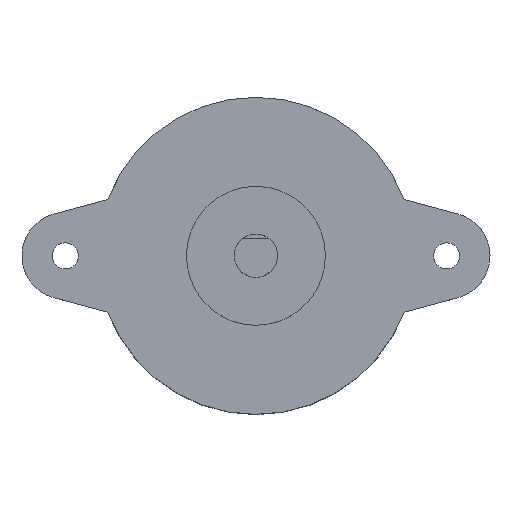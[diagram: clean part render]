
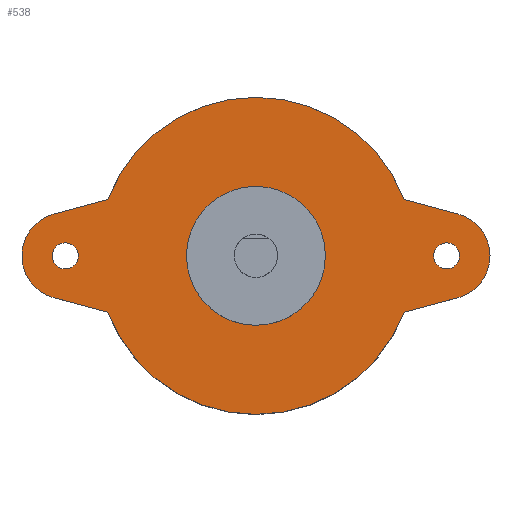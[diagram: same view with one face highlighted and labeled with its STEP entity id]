
A CAD part, top view. The second image highlights one B-rep face of the part: STEP entity #538.
In plain terms, the highlighted planar face has unit normal (0, 0, 1).
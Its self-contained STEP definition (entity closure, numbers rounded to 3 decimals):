
#1 = CIRCLE ( 'NONE', #464, 8. ) ;
#10 = ORIENTED_EDGE ( 'NONE', *, *, #252, .T. ) ;
#13 = CARTESIAN_POINT ( 'NONE',  ( 8., 0., 0. ) ) ;
#19 = ORIENTED_EDGE ( 'NONE', *, *, #123, .F. ) ;
#20 = AXIS2_PLACEMENT_3D ( 'NONE', #642, #203, #200 ) ;
#43 = AXIS2_PLACEMENT_3D ( 'NONE', #519, #69, #454 ) ;
#54 = DIRECTION ( 'NONE',  ( 0., 0., 1. ) ) ;
#55 = ORIENTED_EDGE ( 'NONE', *, *, #731, .T. ) ;
#62 = DIRECTION ( 'NONE',  ( 0., 0., 1. ) ) ;
#68 = CARTESIAN_POINT ( 'NONE',  ( 26.95, 0., 0. ) ) ;
#69 = DIRECTION ( 'NONE',  ( 0., 0., 1. ) ) ;
#72 = CIRCLE ( 'NONE', #181, 5. ) ;
#82 = CARTESIAN_POINT ( 'NONE',  ( 21.95, 0., 0. ) ) ;
#106 = VERTEX_POINT ( 'NONE', #544 ) ;
#110 = ORIENTED_EDGE ( 'NONE', *, *, #297, .F. ) ;
#119 = CARTESIAN_POINT ( 'NONE',  ( 23.244, -4.83, 0. ) ) ;
#123 = EDGE_CURVE ( 'NONE', #636, #296, #1, .T. ) ;
#129 = LINE ( 'NONE', #579, #635 ) ;
#135 = EDGE_CURVE ( 'NONE', #174, #106, #580, .T. ) ;
#142 = CIRCLE ( 'NONE', #235, 5. ) ;
#148 = ORIENTED_EDGE ( 'NONE', *, *, #651, .T. ) ;
#151 = AXIS2_PLACEMENT_3D ( 'NONE', #634, #190, #257 ) ;
#165 = AXIS2_PLACEMENT_3D ( 'NONE', #810, #54, #815 ) ;
#173 = CARTESIAN_POINT ( 'NONE',  ( 17.058, -6.487, 0. ) ) ;
#174 = VERTEX_POINT ( 'NONE', #312 ) ;
#181 = AXIS2_PLACEMENT_3D ( 'NONE', #643, #344, #696 ) ;
#182 = ORIENTED_EDGE ( 'NONE', *, *, #338, .T. ) ;
#190 = DIRECTION ( 'NONE',  ( 0., 0., 1. ) ) ;
#193 = CARTESIAN_POINT ( 'NONE',  ( 0., 0., 0. ) ) ;
#199 = ORIENTED_EDGE ( 'NONE', *, *, #135, .F. ) ;
#200 = DIRECTION ( 'NONE',  ( 1., 0., 0. ) ) ;
#201 = DIRECTION ( 'NONE',  ( 1., 0., 0. ) ) ;
#203 = DIRECTION ( 'NONE',  ( 0., 0., 1. ) ) ;
#209 = CIRCLE ( 'NONE', #220, 5. ) ;
#220 = AXIS2_PLACEMENT_3D ( 'NONE', #595, #783, #718 ) ;
#223 = EDGE_CURVE ( 'NONE', #548, #230, #541, .T. ) ;
#230 = VERTEX_POINT ( 'NONE', #173 ) ;
#232 = DIRECTION ( 'NONE',  ( 0., 0., 1. ) ) ;
#235 = AXIS2_PLACEMENT_3D ( 'NONE', #629, #627, #314 ) ;
#238 = FACE_BOUND ( 'NONE', #820, .T. ) ;
#240 = VERTEX_POINT ( 'NONE', #684 ) ;
#250 = CIRCLE ( 'NONE', #424, 1.5 ) ;
#252 = EDGE_CURVE ( 'NONE', #521, #240, #72, .T. ) ;
#253 = CARTESIAN_POINT ( 'NONE',  ( -17.058, -6.487, 0. ) ) ;
#257 = DIRECTION ( 'NONE',  ( 1., 0., 0. ) ) ;
#263 = AXIS2_PLACEMENT_3D ( 'NONE', #82, #398, #524 ) ;
#272 = EDGE_CURVE ( 'NONE', #296, #636, #605, .T. ) ;
#291 = VECTOR ( 'NONE', #330, 1000. ) ;
#296 = VERTEX_POINT ( 'NONE', #13 ) ;
#297 = EDGE_CURVE ( 'NONE', #620, #438, #502, .T. ) ;
#300 = CARTESIAN_POINT ( 'NONE',  ( 0., 0., 0. ) ) ;
#312 = CARTESIAN_POINT ( 'NONE',  ( -23.45, 0., 0. ) ) ;
#314 = DIRECTION ( 'NONE',  ( 1., 0., 0. ) ) ;
#316 = VERTEX_POINT ( 'NONE', #650 ) ;
#317 = FACE_BOUND ( 'NONE', #395, .T. ) ;
#330 = DIRECTION ( 'NONE',  ( 0.966, 0.259, 0. ) ) ;
#338 = EDGE_CURVE ( 'NONE', #573, #316, #763, .T. ) ;
#343 = EDGE_CURVE ( 'NONE', #782, #573, #129, .T. ) ;
#344 = DIRECTION ( 'NONE',  ( 0., 0., 1. ) ) ;
#360 = EDGE_CURVE ( 'NONE', #106, #174, #250, .T. ) ;
#365 = ORIENTED_EDGE ( 'NONE', *, *, #433, .T. ) ;
#395 = EDGE_LOOP ( 'NONE', ( #399, #110 ) ) ;
#398 = DIRECTION ( 'NONE',  ( 0., 0., 1. ) ) ;
#399 = ORIENTED_EDGE ( 'NONE', *, *, #758, .F. ) ;
#401 = CARTESIAN_POINT ( 'NONE',  ( 23.244, -4.83, 0. ) ) ;
#402 = DIRECTION ( 'NONE',  ( 0., 0., 1. ) ) ;
#421 = ORIENTED_EDGE ( 'NONE', *, *, #360, .F. ) ;
#424 = AXIS2_PLACEMENT_3D ( 'NONE', #458, #575, #654 ) ;
#433 = EDGE_CURVE ( 'NONE', #316, #521, #666, .T. ) ;
#436 = AXIS2_PLACEMENT_3D ( 'NONE', #689, #232, #501 ) ;
#438 = VERTEX_POINT ( 'NONE', #543 ) ;
#439 = FACE_OUTER_BOUND ( 'NONE', #773, .T. ) ;
#454 = DIRECTION ( 'NONE',  ( 1., 0., 0. ) ) ;
#458 = CARTESIAN_POINT ( 'NONE',  ( -21.95, 0., 0. ) ) ;
#464 = AXIS2_PLACEMENT_3D ( 'NONE', #300, #62, #819 ) ;
#465 = VECTOR ( 'NONE', #725, 1000. ) ;
#470 = EDGE_CURVE ( 'NONE', #240, #548, #612, .T. ) ;
#493 = ORIENTED_EDGE ( 'NONE', *, *, #272, .F. ) ;
#494 = PLANE ( 'NONE',  #436 ) ;
#496 = EDGE_CURVE ( 'NONE', #791, #782, #209, .T. ) ;
#499 = CARTESIAN_POINT ( 'NONE',  ( 20.45, 0., 0. ) ) ;
#500 = ORIENTED_EDGE ( 'NONE', *, *, #496, .T. ) ;
#501 = DIRECTION ( 'NONE',  ( 1., 0., 0. ) ) ;
#502 = CIRCLE ( 'NONE', #263, 1.5 ) ;
#507 = CARTESIAN_POINT ( 'NONE',  ( 17.058, 6.487, 0. ) ) ;
#509 = ORIENTED_EDGE ( 'NONE', *, *, #470, .T. ) ;
#519 = CARTESIAN_POINT ( 'NONE',  ( 0., 0., 0. ) ) ;
#521 = VERTEX_POINT ( 'NONE', #738 ) ;
#524 = DIRECTION ( 'NONE',  ( 1., 0., 0. ) ) ;
#527 = DIRECTION ( 'NONE',  ( -0.966, 0.259, 0. ) ) ;
#532 = CARTESIAN_POINT ( 'NONE',  ( -23.244, 4.83, 0. ) ) ;
#537 = CARTESIAN_POINT ( 'NONE',  ( -23.244, -4.83, 0. ) ) ;
#538 = ADVANCED_FACE ( 'NONE', ( #799, #317, #238, #439 ), #494, .T. ) ;
#541 = CIRCLE ( 'NONE', #151, 18.25 ) ;
#543 = CARTESIAN_POINT ( 'NONE',  ( 23.45, 0., 0. ) ) ;
#544 = CARTESIAN_POINT ( 'NONE',  ( -20.45, 0., 0. ) ) ;
#545 = VERTEX_POINT ( 'NONE', #119 ) ;
#548 = VERTEX_POINT ( 'NONE', #253 ) ;
#573 = VERTEX_POINT ( 'NONE', #507 ) ;
#575 = DIRECTION ( 'NONE',  ( 0., 0., 1. ) ) ;
#579 = CARTESIAN_POINT ( 'NONE',  ( 23.244, 4.83, 0. ) ) ;
#580 = CIRCLE ( 'NONE', #165, 1.5 ) ;
#595 = CARTESIAN_POINT ( 'NONE',  ( 21.95, 0., 0. ) ) ;
#605 = CIRCLE ( 'NONE', #43, 8. ) ;
#607 = CIRCLE ( 'NONE', #20, 1.5 ) ;
#612 = LINE ( 'NONE', #537, #465 ) ;
#620 = VERTEX_POINT ( 'NONE', #499 ) ;
#627 = DIRECTION ( 'NONE',  ( 0., 0., 1. ) ) ;
#629 = CARTESIAN_POINT ( 'NONE',  ( 21.95, 0., 0. ) ) ;
#634 = CARTESIAN_POINT ( 'NONE',  ( 0., 0., 0. ) ) ;
#635 = VECTOR ( 'NONE', #527, 1000. ) ;
#636 = VERTEX_POINT ( 'NONE', #674 ) ;
#642 = CARTESIAN_POINT ( 'NONE',  ( 21.95, 0., 0. ) ) ;
#643 = CARTESIAN_POINT ( 'NONE',  ( -21.95, 0., 0. ) ) ;
#650 = CARTESIAN_POINT ( 'NONE',  ( -17.058, 6.487, 0. ) ) ;
#651 = EDGE_CURVE ( 'NONE', #545, #791, #142, .T. ) ;
#654 = DIRECTION ( 'NONE',  ( 1., 0., 0. ) ) ;
#655 = EDGE_LOOP ( 'NONE', ( #19, #493 ) ) ;
#663 = DIRECTION ( 'NONE',  ( -0.966, -0.259, 0. ) ) ;
#666 = LINE ( 'NONE', #532, #813 ) ;
#669 = AXIS2_PLACEMENT_3D ( 'NONE', #193, #402, #201 ) ;
#674 = CARTESIAN_POINT ( 'NONE',  ( -8., 0., 0. ) ) ;
#684 = CARTESIAN_POINT ( 'NONE',  ( -23.244, -4.83, 0. ) ) ;
#689 = CARTESIAN_POINT ( 'NONE',  ( 0., 0., 0. ) ) ;
#696 = DIRECTION ( 'NONE',  ( 1., 0., 0. ) ) ;
#718 = DIRECTION ( 'NONE',  ( 1., 0., 0. ) ) ;
#725 = DIRECTION ( 'NONE',  ( 0.966, -0.259, 0. ) ) ;
#731 = EDGE_CURVE ( 'NONE', #230, #545, #757, .T. ) ;
#738 = CARTESIAN_POINT ( 'NONE',  ( -23.244, 4.83, 0. ) ) ;
#757 = LINE ( 'NONE', #401, #291 ) ;
#758 = EDGE_CURVE ( 'NONE', #438, #620, #607, .T. ) ;
#763 = CIRCLE ( 'NONE', #669, 18.25 ) ;
#771 = CARTESIAN_POINT ( 'NONE',  ( 23.244, 4.83, 0. ) ) ;
#773 = EDGE_LOOP ( 'NONE', ( #801, #55, #148, #500, #798, #182, #365, #10, #509 ) ) ;
#782 = VERTEX_POINT ( 'NONE', #771 ) ;
#783 = DIRECTION ( 'NONE',  ( 0., 0., 1. ) ) ;
#791 = VERTEX_POINT ( 'NONE', #68 ) ;
#798 = ORIENTED_EDGE ( 'NONE', *, *, #343, .T. ) ;
#799 = FACE_BOUND ( 'NONE', #655, .T. ) ;
#801 = ORIENTED_EDGE ( 'NONE', *, *, #223, .T. ) ;
#810 = CARTESIAN_POINT ( 'NONE',  ( -21.95, 0., 0. ) ) ;
#813 = VECTOR ( 'NONE', #663, 1000. ) ;
#815 = DIRECTION ( 'NONE',  ( 1., 0., 0. ) ) ;
#819 = DIRECTION ( 'NONE',  ( 1., 0., 0. ) ) ;
#820 = EDGE_LOOP ( 'NONE', ( #421, #199 ) ) ;
